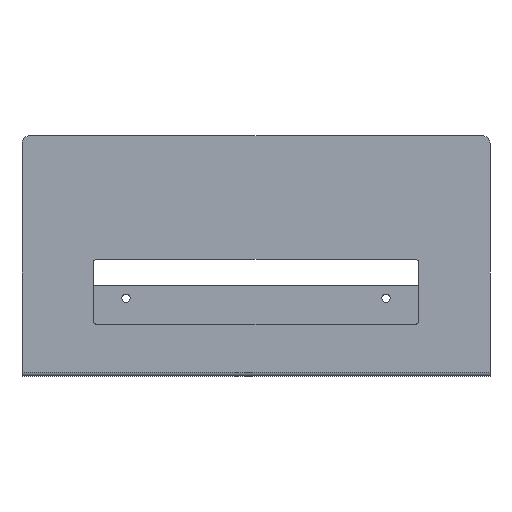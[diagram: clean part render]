
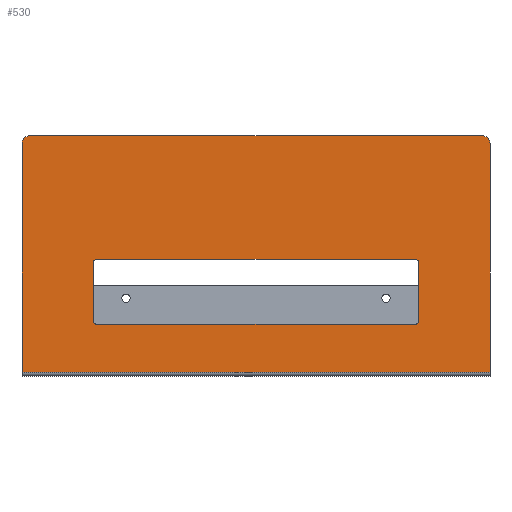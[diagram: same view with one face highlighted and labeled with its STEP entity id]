
A CAD part, left-side view. The second image highlights one B-rep face of the part: STEP entity #530.
In plain terms, the highlighted planar face has unit normal (-1, 0, 0).
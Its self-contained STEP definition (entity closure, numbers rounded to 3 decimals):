
#31=FACE_BOUND('',#99,.T.);
#43=CIRCLE('',#587,6.);
#44=CIRCLE('',#588,6.);
#45=CIRCLE('',#589,2.5);
#46=CIRCLE('',#590,2.5);
#47=CIRCLE('',#591,2.5);
#48=CIRCLE('',#592,2.5);
#68=FACE_OUTER_BOUND('',#98,.T.);
#98=EDGE_LOOP('',(#379,#380,#381,#382,#383,#384));
#99=EDGE_LOOP('',(#385,#386,#387,#388,#389,#390,#391,#392));
#138=LINE('',#839,#188);
#139=LINE('',#843,#189);
#140=LINE('',#845,#190);
#141=LINE('',#849,#191);
#142=LINE('',#855,#192);
#143=LINE('',#859,#193);
#144=LINE('',#863,#194);
#145=LINE('',#866,#195);
#188=VECTOR('',#668,10.);
#189=VECTOR('',#673,10.);
#190=VECTOR('',#674,10.);
#191=VECTOR('',#677,10.);
#192=VECTOR('',#682,10.);
#193=VECTOR('',#685,10.);
#194=VECTOR('',#688,10.);
#195=VECTOR('',#691,10.);
#243=VERTEX_POINT('',#836);
#244=VERTEX_POINT('',#838);
#245=VERTEX_POINT('',#842);
#246=VERTEX_POINT('',#844);
#247=VERTEX_POINT('',#846);
#248=VERTEX_POINT('',#848);
#249=VERTEX_POINT('',#851);
#250=VERTEX_POINT('',#852);
#251=VERTEX_POINT('',#854);
#252=VERTEX_POINT('',#856);
#253=VERTEX_POINT('',#858);
#254=VERTEX_POINT('',#860);
#255=VERTEX_POINT('',#862);
#256=VERTEX_POINT('',#864);
#297=EDGE_CURVE('',#244,#243,#138,.T.);
#299=EDGE_CURVE('',#244,#245,#139,.T.);
#300=EDGE_CURVE('',#243,#246,#140,.T.);
#301=EDGE_CURVE('',#247,#246,#43,.T.);
#302=EDGE_CURVE('',#247,#248,#141,.T.);
#303=EDGE_CURVE('',#245,#248,#44,.T.);
#304=EDGE_CURVE('',#249,#250,#45,.T.);
#305=EDGE_CURVE('',#250,#251,#142,.T.);
#306=EDGE_CURVE('',#251,#252,#46,.T.);
#307=EDGE_CURVE('',#252,#253,#143,.T.);
#308=EDGE_CURVE('',#253,#254,#47,.T.);
#309=EDGE_CURVE('',#254,#255,#144,.T.);
#310=EDGE_CURVE('',#255,#256,#48,.T.);
#311=EDGE_CURVE('',#256,#249,#145,.T.);
#379=ORIENTED_EDGE('',*,*,#299,.F.);
#380=ORIENTED_EDGE('',*,*,#297,.T.);
#381=ORIENTED_EDGE('',*,*,#300,.T.);
#382=ORIENTED_EDGE('',*,*,#301,.F.);
#383=ORIENTED_EDGE('',*,*,#302,.T.);
#384=ORIENTED_EDGE('',*,*,#303,.F.);
#385=ORIENTED_EDGE('',*,*,#304,.T.);
#386=ORIENTED_EDGE('',*,*,#305,.T.);
#387=ORIENTED_EDGE('',*,*,#306,.T.);
#388=ORIENTED_EDGE('',*,*,#307,.T.);
#389=ORIENTED_EDGE('',*,*,#308,.T.);
#390=ORIENTED_EDGE('',*,*,#309,.T.);
#391=ORIENTED_EDGE('',*,*,#310,.T.);
#392=ORIENTED_EDGE('',*,*,#311,.T.);
#514=PLANE('',#586);
#530=ADVANCED_FACE('',(#68,#31),#514,.T.);
#586=AXIS2_PLACEMENT_3D('',#841,#671,#672);
#587=AXIS2_PLACEMENT_3D('',#847,#675,#676);
#588=AXIS2_PLACEMENT_3D('',#850,#678,#679);
#589=AXIS2_PLACEMENT_3D('',#853,#680,#681);
#590=AXIS2_PLACEMENT_3D('',#857,#683,#684);
#591=AXIS2_PLACEMENT_3D('',#861,#686,#687);
#592=AXIS2_PLACEMENT_3D('',#865,#689,#690);
#668=DIRECTION('',(0.,-1.,0.));
#671=DIRECTION('center_axis',(-1.,0.,0.));
#672=DIRECTION('ref_axis',(0.,0.,1.));
#673=DIRECTION('',(0.,0.,1.));
#674=DIRECTION('',(0.,0.,1.));
#675=DIRECTION('center_axis',(1.,0.,0.));
#676=DIRECTION('ref_axis',(0.,-0.707,0.707));
#677=DIRECTION('',(0.,1.,0.));
#678=DIRECTION('center_axis',(1.,0.,0.));
#679=DIRECTION('ref_axis',(0.,0.707,0.707));
#680=DIRECTION('center_axis',(1.,0.,0.));
#681=DIRECTION('ref_axis',(0.,1.,0.));
#682=DIRECTION('',(0.,0.,-1.));
#683=DIRECTION('center_axis',(1.,0.,0.));
#684=DIRECTION('ref_axis',(0.,0.,1.));
#685=DIRECTION('',(0.,1.,0.));
#686=DIRECTION('center_axis',(1.,0.,0.));
#687=DIRECTION('ref_axis',(0.,-1.,0.));
#688=DIRECTION('',(0.,0.,1.));
#689=DIRECTION('center_axis',(1.,0.,0.));
#690=DIRECTION('ref_axis',(0.,0.,-1.));
#691=DIRECTION('',(0.,-1.,0.));
#836=CARTESIAN_POINT('',(-60.,-180.,3.));
#838=CARTESIAN_POINT('',(-60.,180.,3.));
#839=CARTESIAN_POINT('',(-60.,0.,3.));
#841=CARTESIAN_POINT('Origin',(-60.,0.,-0.88));
#842=CARTESIAN_POINT('',(-60.,180.,179.));
#843=CARTESIAN_POINT('',(-60.,180.,-186.76));
#844=CARTESIAN_POINT('',(-60.,-180.,179.));
#845=CARTESIAN_POINT('',(-60.,-180.,-186.76));
#846=CARTESIAN_POINT('',(-60.,-174.,185.));
#847=CARTESIAN_POINT('Origin',(-60.,-174.,179.));
#848=CARTESIAN_POINT('',(-60.,174.,185.));
#849=CARTESIAN_POINT('',(-60.,-180.,185.));
#850=CARTESIAN_POINT('Origin',(-60.,174.,179.));
#851=CARTESIAN_POINT('',(-60.,-122.5,90.));
#852=CARTESIAN_POINT('',(-60.,-125.,87.5));
#853=CARTESIAN_POINT('Origin',(-60.,-122.5,87.5));
#854=CARTESIAN_POINT('',(-60.,-125.,42.5));
#855=CARTESIAN_POINT('',(-60.,-125.,43.31));
#856=CARTESIAN_POINT('',(-60.,-122.5,40.));
#857=CARTESIAN_POINT('Origin',(-60.,-122.5,42.5));
#858=CARTESIAN_POINT('',(-60.,122.5,40.));
#859=CARTESIAN_POINT('',(-60.,-61.25,40.));
#860=CARTESIAN_POINT('',(-60.,125.,42.5));
#861=CARTESIAN_POINT('Origin',(-60.,122.5,42.5));
#862=CARTESIAN_POINT('',(-60.,125.,87.5));
#863=CARTESIAN_POINT('',(-60.,125.,20.81));
#864=CARTESIAN_POINT('',(-60.,122.5,90.));
#865=CARTESIAN_POINT('Origin',(-60.,122.5,87.5));
#866=CARTESIAN_POINT('',(-60.,61.25,90.));
